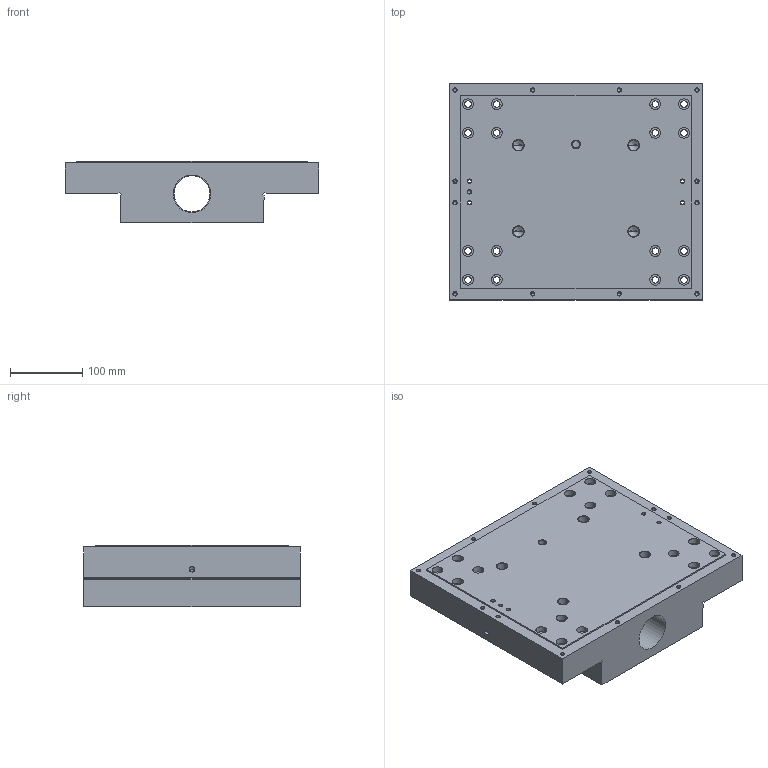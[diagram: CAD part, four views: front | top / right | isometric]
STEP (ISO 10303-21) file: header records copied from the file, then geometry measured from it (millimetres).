
FILE_DESCRIPTION((''),'2;1');
FILE_NAME('99-00111-0605','2023-06-12T13:48:10',('NMeyer'),(''),'CREO PARAMETRIC BY PTC INC, 2022014','CREO PARAMETRIC BY PTC INC, 2022014','');
FILE_SCHEMA(('CONFIG_CONTROL_DESIGN'));
Length unit declared in the file: millimetre
Products named in the file (1): 99-00111-0605
Bounding box: 352 x 300 x 85 mm (x, y, z)
Volume: 6344700.4 mm3; surface area: 411630.8 mm2
Topology: 1 solids, 36 shells, 340 faces, 860 edges, 549 vertices
Faces by surface type: cylinder 208, plane 74, cone 58
Entity records: 10260 total; most frequent: DIRECTION 1964, CARTESIAN_POINT 1810, ORIENTED_EDGE 1480, AXIS2_PLACEMENT_3D 819, EDGE_CURVE 810, VERTEX_POINT 549, CIRCLE 478, EDGE_LOOP 463
